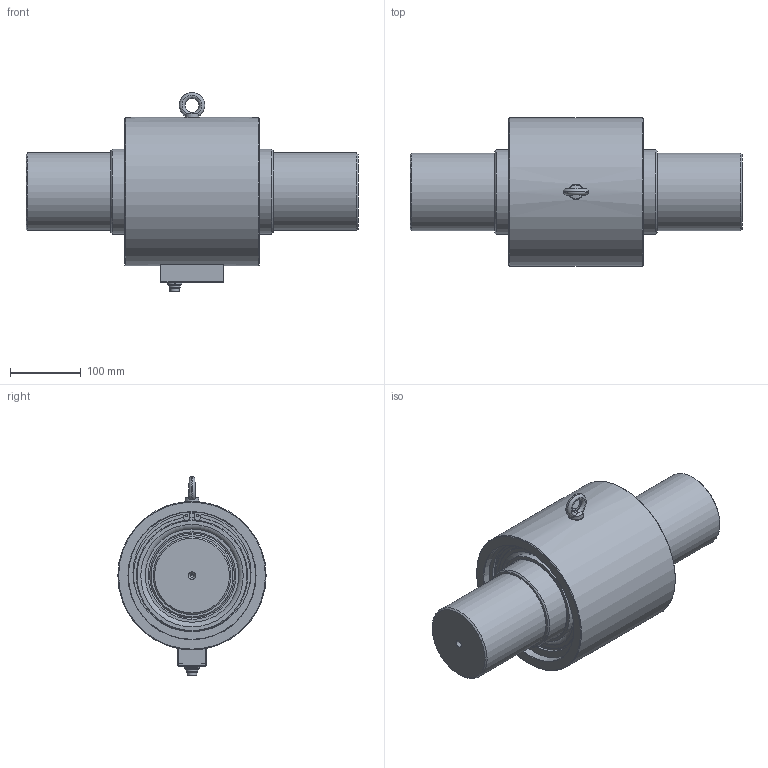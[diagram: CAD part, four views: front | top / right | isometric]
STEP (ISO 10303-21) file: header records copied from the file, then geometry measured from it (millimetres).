
FILE_DESCRIPTION( ( 'Unknown' ), '1' );
FILE_NAME( 'Dr2208-10000_1000-20000_2000Nm.stp', 'Unknown', ( 'Unknown' ), ( 'Unknown' ), 'PSStep 17.0.49', 'Unknown', ' ' );
FILE_SCHEMA( ( 'AUTOMOTIVE_DESIGN { 1 0 10303 214 1 1 1 1 }' ) );
Length unit declared in the file: millimetre
Products named in the file (26): 2646-B01_DOC-00073371; 2389-001_doc-00048287; din 625-t1-6024-2z_120x180x28; 2389-b02_doc-00048383; 2389-002_doc-00048314; Sicherungsring DIN 472-180x4-T1; Sicherungsring DIN 472-180x4-T1-oa0; DIN 625-T1-6024-2Z_120x180x28; Ringschraube M8 DIN 580-oa1; 2247-b05_doc-00045639; 2247-003_doc-00016120; Zylinderschraube DIN 912-M3x25; Zylinderschraube DIN 912-M3x25-oa2; Zylinderschraube DIN 912-M3x25-oa3; Zylinderschraube DIN 912-M3x25-oa4; Assem1; flanschstecker 12-polig serie 723; mutter_09-0323-89-06_DOC-00067592
Assembly tree (25 placements, depth 3):
  Assem1
    flanschstecker 12-polig serie 723
    mutter_09-0323-89-06_DOC-00067592
    2646-B01_DOC-00073371
      2389-001_doc-00048287
      din 625-t1-6024-2z_120x180x28
      din 625-t1-6024-2z_120x180x28
      din 625-t1-6024-2z_120x180x28
      din 625-t1-6024-2z_120x180x28
      din 625-t1-6024-2z_120x180x28
    2389-b02_doc-00048383
      2389-002_doc-00048314
      Sicherungsring DIN 472-180x4-T1
      Sicherungsring DIN 472-180x4-T1-oa0
      DIN 625-T1-6024-2Z_120x180x28
      DIN 625-T1-6024-2Z_120x180x28
      DIN 625-T1-6024-2Z_120x180x28
      DIN 625-T1-6024-2Z_120x180x28
      DIN 625-T1-6024-2Z_120x180x28
      Ringschraube M8 DIN 580-oa1
    2247-b05_doc-00045639
      2247-003_doc-00016120
      Zylinderschraube DIN 912-M3x25
      Zylinderschraube DIN 912-M3x25-oa2
      Zylinderschraube DIN 912-M3x25-oa3
      Zylinderschraube DIN 912-M3x25-oa4
Bounding box: 470 x 210 x 281.39 mm (x, y, z)
Volume: 7036912.1 mm3; surface area: 813377.3 mm2
Topology: 22 solids, 24 shells, 391 faces, 807 edges, 527 vertices
Faces by surface type: plane 180, cylinder 136, cone 48, torus 23, bspline 4
Full cylindrical faces by diameter (mm): 1 x24, 2.387 x4, 2.459 x4, 3 x8, 3.4 x4, 4 x5, 4.917 x1, 5 x2, 5.5 x4, 6 x5, 12 x1, 13.5 x1, 15 x1, 15.875 x1, 17.188 x1, 17.462 x1, 17.8 x1, 20 x3, 21 x1, 22 x1, 110 x2, 120 x3, 132 x4, 145.2 x4, 157.7 x4, 165.88 x4, 165.98 x4, 166 x4, 180 x3, 180.3 x2
Entity records: 14701 total; most frequent: CARTESIAN_POINT 3627, DIRECTION 1694, ORIENTED_EDGE 1126, AXIS2_PLACEMENT_3D 760, EDGE_LOOP 674, EDGE_CURVE 563, FACE_OUTER_BOUND 518, VERTEX_POINT 480
